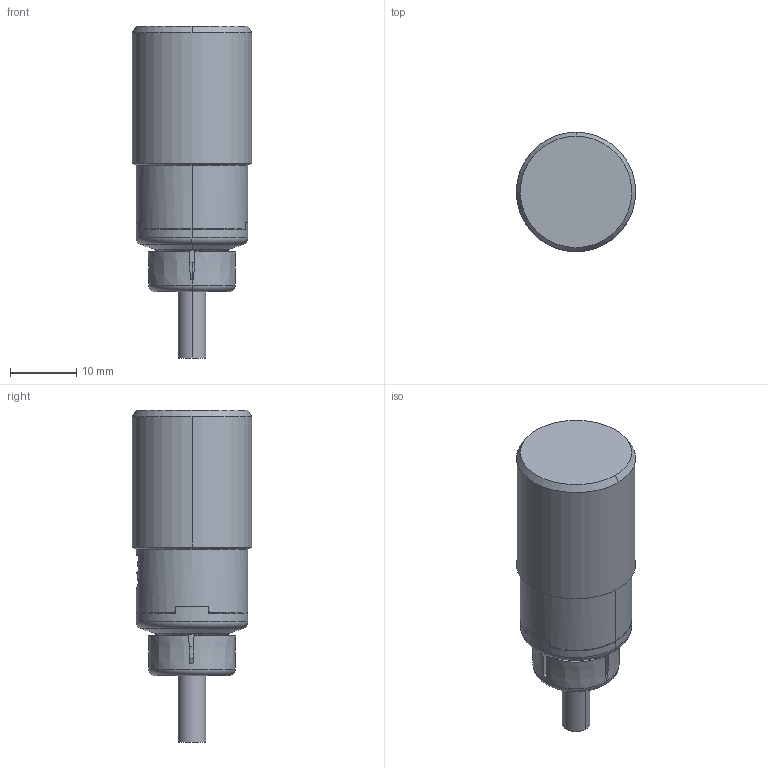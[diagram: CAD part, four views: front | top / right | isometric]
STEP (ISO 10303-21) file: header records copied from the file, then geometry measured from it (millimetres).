
FILE_DESCRIPTION((''),'2;1');
FILE_NAME('045','2021-02-02T13:02:18',('axu'),(''),'CREO PARAMETRIC BY PTC INC, 2019292','CREO PARAMETRIC BY PTC INC, 2019292','');
FILE_SCHEMA(('CONFIG_CONTROL_DESIGN','SHAPE_APPEARANCE_LAYERS_GROUPS'));
Length unit declared in the file: millimetre
Products named in the file (1): 045
Bounding box: 18 x 18 x 50.05 mm (x, y, z)
Volume: 8894.9 mm3; surface area: 3401.9 mm2
Topology: 1 solids, 2 shells, 245 faces, 698 edges, 456 vertices
Faces by surface type: plane 88, cylinder 72, torus 30, cone 27, bspline 24, sphere 4
Entity records: 13045 total; most frequent: CARTESIAN_POINT 3937, ORIENTED_EDGE 1376, DIRECTION 1231, EDGE_CURVE 688, AXIS2_PLACEMENT_3D 497, FILL_AREA_STYLE_COLOUR 463, FILL_AREA_STYLE 463, SURFACE_STYLE_FILL_AREA 463
